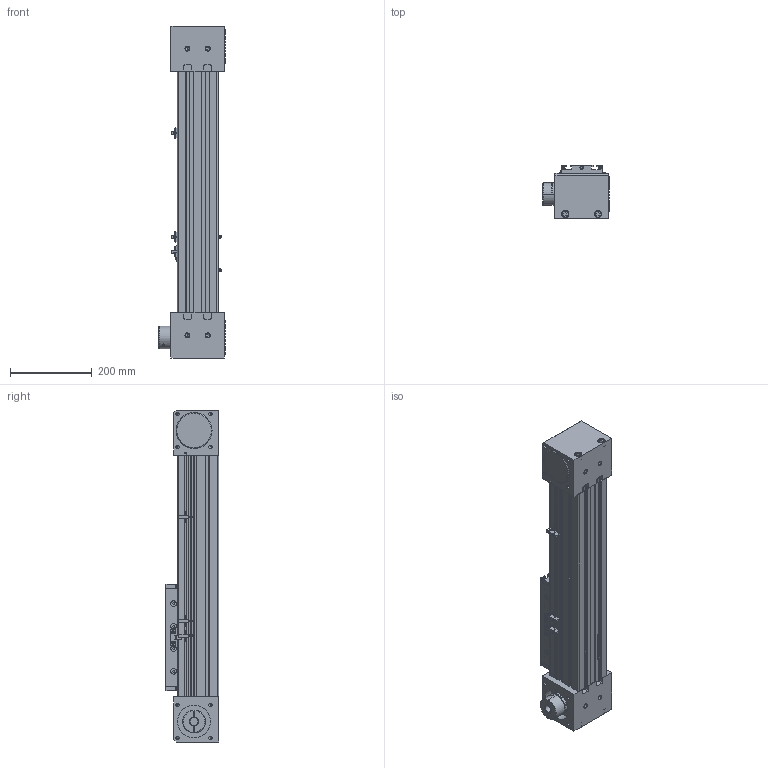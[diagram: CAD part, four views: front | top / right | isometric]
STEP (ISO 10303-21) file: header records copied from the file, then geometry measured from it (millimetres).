
FILE_DESCRIPTION (( 'STEP AP203' ), '1' );
FILE_NAME ('ITO100-D01-300.step', '2019-09-11T04:37:36', ( 'User' ), ( 'China' ), 'SwSTEP 2.0', 'SolidWorks 2016', '' );
FILE_SCHEMA (( 'CONFIG_CONTROL_DESIGN' ));
Length unit declared in the file: millimetre
Products named in the file (9): PART-10009-TO; PART-10010-TO; PART-10007-TO; PART-10002-TO; PART-10001-TO; ITO100-D01-300; PART-10006-TO; PART-10003-TO; PART-10008-TO
Assembly tree (14 placements, depth 2):
  ITO100-D01-300
    PART-10001-TO
    PART-10003-TO  x2
    PART-10002-TO
    PART-10009-TO  x3
    PART-10006-TO  x2
    PART-10010-TO
    PART-10007-TO
    PART-10008-TO  x3
Bounding box: 161.5 x 130 x 810 mm (x, y, z)
Volume: 8473878 mm3; surface area: 981807 mm2
Topology: 14 solids, 32 shells, 1681 faces, 4197 edges, 2632 vertices
Faces by surface type: plane 780, cylinder 524, cone 317, torus 56, sphere 4
Entity records: 37154 total; most frequent: CARTESIAN_POINT 6740, DIRECTION 6373, ORIENTED_EDGE 5924, EDGE_CURVE 2966, AXIS2_PLACEMENT_3D 2314, VERTEX_POINT 1881, LINE 1745, VECTOR 1745
